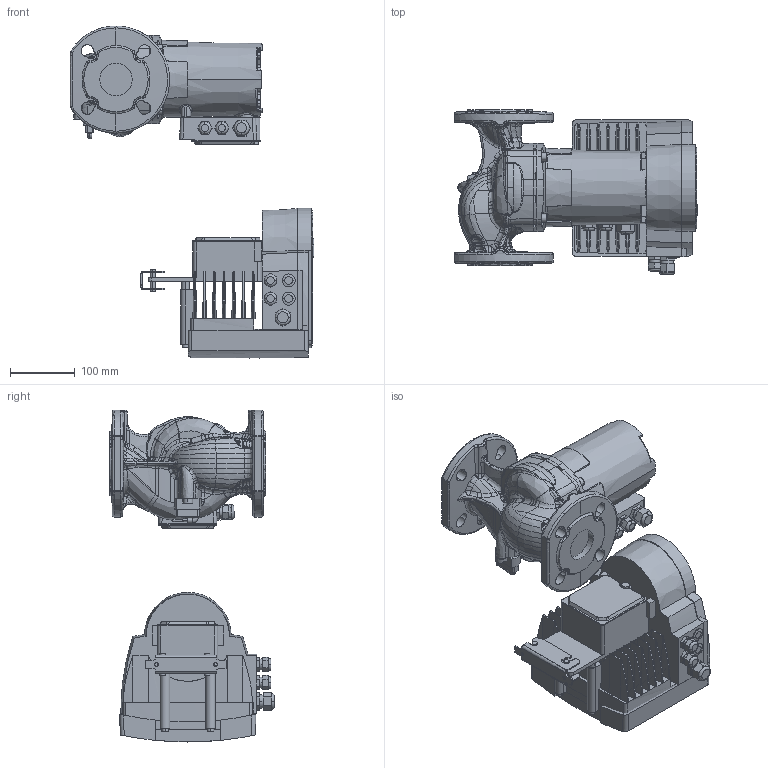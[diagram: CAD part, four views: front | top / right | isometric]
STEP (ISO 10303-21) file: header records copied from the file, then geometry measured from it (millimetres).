
FILE_DESCRIPTION (( 'STEP AP203' ), '1' );
FILE_NAME ('ModulA 50-6 240 GREEN.STEP', '2014-07-15T09:58:51', ( '' ), ( '' ), 'SwSTEP 2.0', 'SolidWorks 2011', '' );
FILE_SCHEMA (( 'CONFIG_CONTROL_DESIGN' ));
Length unit declared in the file: millimetre
Products named in the file (1): ModulA 50-6 240 GREEN
Bounding box: 375.2 x 253 x 511.5 mm (x, y, z)
Volume: 10172976.4 mm3; surface area: 1015337.3 mm2
Topology: 16 solids, 20 shells, 2455 faces, 6238 edges, 3836 vertices
Faces by surface type: bspline 1138, plane 653, cylinder 417, cone 150, torus 71, sphere 26
Entity records: 182975 total; most frequent: CARTESIAN_POINT 133636, ORIENTED_EDGE 12332, DIRECTION 6880, EDGE_CURVE 6166, VERTEX_POINT 3836, B_SPLINE_CURVE_WITH_KNOTS 2823, EDGE_LOOP 2576, AXIS2_PLACEMENT_3D 2478
